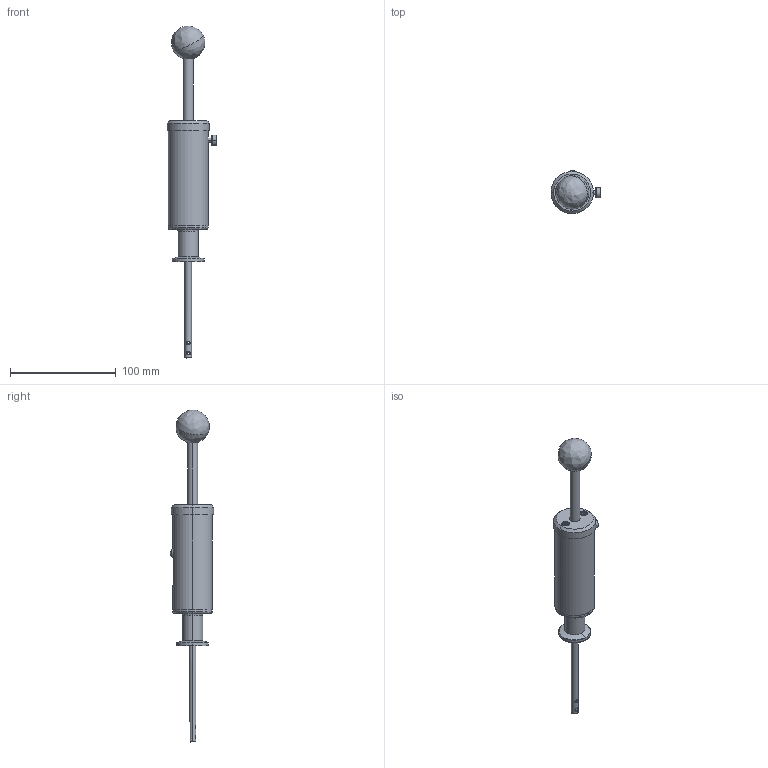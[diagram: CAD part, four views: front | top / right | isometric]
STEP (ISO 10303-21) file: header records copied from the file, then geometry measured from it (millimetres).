
FILE_DESCRIPTION (( 'STEP AP203' ), '1' );
FILE_NAME ('112055.stp', '2019-02-19T20:47:11', ( '' ), ( '' ), 'SwSTEP 2.0', 'SolidWorks 2012', '' );
FILE_SCHEMA (( 'CONFIG_CONTROL_DESIGN' ));
Products named in the file (1): 112055
Bounding box: 47.21 x 41.19 x 313.62 mm (x, y, z)
Volume: 147089.1 mm3; surface area: 25606.1 mm2
Topology: 1 solids, 4 shells, 770 faces, 2060 edges, 1342 vertices
Faces by surface type: plane 385, bspline 162, cylinder 157, cone 66
Entity records: 49327 total; most frequent: CARTESIAN_POINT 30966, ORIENTED_EDGE 4108, DIRECTION 3381, EDGE_CURVE 2054, VERTEX_POINT 1342, AXIS2_PLACEMENT_3D 1187, LINE 1007, VECTOR 1007
